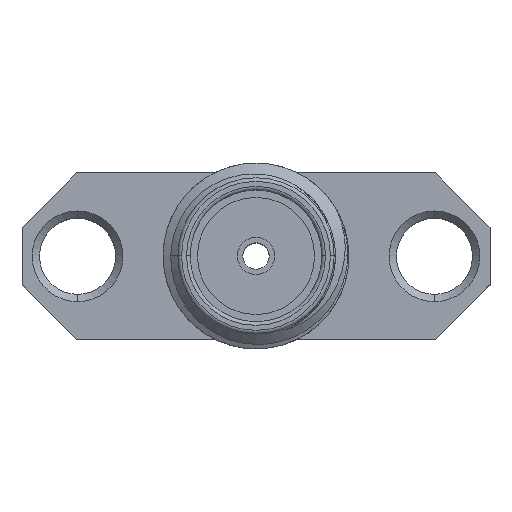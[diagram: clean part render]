
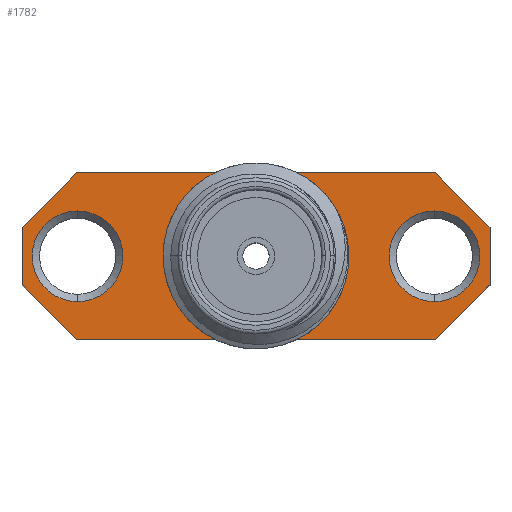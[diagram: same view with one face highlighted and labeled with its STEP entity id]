
A CAD part, top view. The second image highlights one B-rep face of the part: STEP entity #1782.
In plain terms, the highlighted planar face has unit normal (0, 0, 1).
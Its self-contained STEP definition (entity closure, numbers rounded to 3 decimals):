
#1 = AXIS2_PLACEMENT_3D ( 'NONE', #1176, #2931, #1950 ) ;
#75 = CIRCLE ( 'NONE', #2318, 1.55 ) ;
#104 = EDGE_CURVE ( 'NONE', #712, #1546, #3142, .T. ) ;
#146 = EDGE_CURVE ( 'NONE', #774, #2125, #713, .T. ) ;
#161 = ORIENTED_EDGE ( 'NONE', *, *, #2324, .F. ) ;
#220 = CARTESIAN_POINT ( 'NONE',  ( 8., -0.98, 1.6 ) ) ;
#248 = EDGE_CURVE ( 'NONE', #1450, #717, #594, .T. ) ;
#252 = EDGE_LOOP ( 'NONE', ( #345, #925 ) ) ;
#273 = DIRECTION ( 'NONE',  ( 0., -1., 0. ) ) ;
#279 = DIRECTION ( 'NONE',  ( 0., -1., 0. ) ) ;
#345 = ORIENTED_EDGE ( 'NONE', *, *, #2884, .T. ) ;
#373 = EDGE_CURVE ( 'NONE', #2831, #1814, #1052, .T. ) ;
#398 = EDGE_LOOP ( 'NONE', ( #1157, #1995 ) ) ;
#417 = CIRCLE ( 'NONE', #2987, 2. ) ;
#435 = EDGE_CURVE ( 'NONE', #3436, #712, #1697, .T. ) ;
#445 = VERTEX_POINT ( 'NONE', #1022 ) ;
#453 = CARTESIAN_POINT ( 'NONE',  ( -8., -0.98, 1.6 ) ) ;
#456 = CARTESIAN_POINT ( 'NONE',  ( -6.13, -2.85, 1.6 ) ) ;
#482 = CARTESIAN_POINT ( 'NONE',  ( -6.13, 2.85, 1.6 ) ) ;
#498 = VERTEX_POINT ( 'NONE', #3069 ) ;
#511 = CARTESIAN_POINT ( 'NONE',  ( -8., 0.98, 1.6 ) ) ;
#519 = EDGE_LOOP ( 'NONE', ( #3546, #161, #3503, #2447, #1398, #1220, #796, #2957 ) ) ;
#574 = CARTESIAN_POINT ( 'NONE',  ( 8., -0.98, 1.6 ) ) ;
#594 = LINE ( 'NONE', #220, #2192 ) ;
#658 = EDGE_CURVE ( 'NONE', #1546, #498, #3417, .T. ) ;
#689 = AXIS2_PLACEMENT_3D ( 'NONE', #2759, #3032, #1618 ) ;
#712 = VERTEX_POINT ( 'NONE', #2310 ) ;
#713 = CIRCLE ( 'NONE', #2161, 2. ) ;
#717 = VERTEX_POINT ( 'NONE', #914 ) ;
#720 = LINE ( 'NONE', #456, #3104 ) ;
#730 = CIRCLE ( 'NONE', #2296, 1.55 ) ;
#774 = VERTEX_POINT ( 'NONE', #2334 ) ;
#789 = CARTESIAN_POINT ( 'NONE',  ( 0., 0., 1.6 ) ) ;
#796 = ORIENTED_EDGE ( 'NONE', *, *, #2940, .F. ) ;
#813 = DIRECTION ( 'NONE',  ( 0., 0., -1. ) ) ;
#861 = FACE_BOUND ( 'NONE', #2305, .T. ) ;
#914 = CARTESIAN_POINT ( 'NONE',  ( 6.13, -2.85, 1.6 ) ) ;
#925 = ORIENTED_EDGE ( 'NONE', *, *, #1100, .T. ) ;
#972 = CARTESIAN_POINT ( 'NONE',  ( -6.1, 1.55, 1.6 ) ) ;
#1022 = CARTESIAN_POINT ( 'NONE',  ( -6.13, -2.85, 1.6 ) ) ;
#1052 = CIRCLE ( 'NONE', #3686, 1.55 ) ;
#1055 = FACE_BOUND ( 'NONE', #252, .T. ) ;
#1094 = DIRECTION ( 'NONE',  ( 0., 0., -1. ) ) ;
#1100 = EDGE_CURVE ( 'NONE', #2030, #1356, #3066, .T. ) ;
#1157 = ORIENTED_EDGE ( 'NONE', *, *, #373, .T. ) ;
#1169 = VECTOR ( 'NONE', #2946, 1000. ) ;
#1176 = CARTESIAN_POINT ( 'NONE',  ( -6.1, 0., 1.6 ) ) ;
#1220 = ORIENTED_EDGE ( 'NONE', *, *, #2812, .F. ) ;
#1322 = CARTESIAN_POINT ( 'NONE',  ( 6.13, 2.85, 1.6 ) ) ;
#1356 = VERTEX_POINT ( 'NONE', #2105 ) ;
#1398 = ORIENTED_EDGE ( 'NONE', *, *, #435, .F. ) ;
#1413 = DIRECTION ( 'NONE',  ( 0., 1., 0. ) ) ;
#1444 = ORIENTED_EDGE ( 'NONE', *, *, #3589, .T. ) ;
#1450 = VERTEX_POINT ( 'NONE', #2023 ) ;
#1516 = CARTESIAN_POINT ( 'NONE',  ( -8., 0.98, 1.6 ) ) ;
#1533 = CARTESIAN_POINT ( 'NONE',  ( -6.1, 0., 1.6 ) ) ;
#1546 = VERTEX_POINT ( 'NONE', #1322 ) ;
#1618 = DIRECTION ( 'NONE',  ( 0., -1., 0. ) ) ;
#1646 = CARTESIAN_POINT ( 'NONE',  ( 6.1, 0., 1.6 ) ) ;
#1684 = VECTOR ( 'NONE', #3683, 1000. ) ;
#1697 = LINE ( 'NONE', #1516, #1779 ) ;
#1779 = VECTOR ( 'NONE', #2354, 1000. ) ;
#1780 = DIRECTION ( 'NONE',  ( 0., 0., -1. ) ) ;
#1782 = ADVANCED_FACE ( 'NONE', ( #2541, #1055, #861, #3370 ), #3041, .T. ) ;
#1814 = VERTEX_POINT ( 'NONE', #3289 ) ;
#1861 = CARTESIAN_POINT ( 'NONE',  ( -8., -0.98, 1.6 ) ) ;
#1950 = DIRECTION ( 'NONE',  ( 0., -1., 0. ) ) ;
#1995 = ORIENTED_EDGE ( 'NONE', *, *, #3166, .T. ) ;
#2023 = CARTESIAN_POINT ( 'NONE',  ( 8., -0.98, 1.6 ) ) ;
#2030 = VERTEX_POINT ( 'NONE', #972 ) ;
#2105 = CARTESIAN_POINT ( 'NONE',  ( -6.1, -1.55, 1.6 ) ) ;
#2125 = VERTEX_POINT ( 'NONE', #2983 ) ;
#2132 = EDGE_CURVE ( 'NONE', #717, #445, #720, .T. ) ;
#2161 = AXIS2_PLACEMENT_3D ( 'NONE', #3578, #3645, #3199 ) ;
#2192 = VECTOR ( 'NONE', #3212, 1000. ) ;
#2196 = LINE ( 'NONE', #453, #1684 ) ;
#2242 = CARTESIAN_POINT ( 'NONE',  ( 6.1, -1.55, 1.6 ) ) ;
#2272 = VECTOR ( 'NONE', #279, 1000. ) ;
#2296 = AXIS2_PLACEMENT_3D ( 'NONE', #1533, #1780, #3491 ) ;
#2305 = EDGE_LOOP ( 'NONE', ( #1444, #3014 ) ) ;
#2310 = CARTESIAN_POINT ( 'NONE',  ( -6.13, 2.85, 1.6 ) ) ;
#2318 = AXIS2_PLACEMENT_3D ( 'NONE', #1646, #813, #273 ) ;
#2324 = EDGE_CURVE ( 'NONE', #498, #1450, #3494, .T. ) ;
#2330 = CARTESIAN_POINT ( 'NONE',  ( -8., -0.98, 1.6 ) ) ;
#2334 = CARTESIAN_POINT ( 'NONE',  ( 0., -2., 1.6 ) ) ;
#2354 = DIRECTION ( 'NONE',  ( 0.707, 0.707, 0. ) ) ;
#2407 = VECTOR ( 'NONE', #3412, 1000. ) ;
#2447 = ORIENTED_EDGE ( 'NONE', *, *, #104, .F. ) ;
#2541 = FACE_BOUND ( 'NONE', #398, .T. ) ;
#2649 = DIRECTION ( 'NONE',  ( 0., -1., 0. ) ) ;
#2679 = VERTEX_POINT ( 'NONE', #1861 ) ;
#2713 = CARTESIAN_POINT ( 'NONE',  ( 6.1, 0., 1.6 ) ) ;
#2759 = CARTESIAN_POINT ( 'NONE',  ( 0., 0., 1.6 ) ) ;
#2812 = EDGE_CURVE ( 'NONE', #2679, #3436, #3239, .T. ) ;
#2831 = VERTEX_POINT ( 'NONE', #2242 ) ;
#2884 = EDGE_CURVE ( 'NONE', #1356, #2030, #730, .T. ) ;
#2931 = DIRECTION ( 'NONE',  ( 0., 0., -1. ) ) ;
#2940 = EDGE_CURVE ( 'NONE', #445, #2679, #2196, .T. ) ;
#2946 = DIRECTION ( 'NONE',  ( 0., 1., 0. ) ) ;
#2957 = ORIENTED_EDGE ( 'NONE', *, *, #2132, .F. ) ;
#2983 = CARTESIAN_POINT ( 'NONE',  ( 0., 2., 1.6 ) ) ;
#2987 = AXIS2_PLACEMENT_3D ( 'NONE', #789, #1094, #1413 ) ;
#2997 = DIRECTION ( 'NONE',  ( 1., 0., 0. ) ) ;
#3014 = ORIENTED_EDGE ( 'NONE', *, *, #146, .T. ) ;
#3032 = DIRECTION ( 'NONE',  ( 0., 0., 1. ) ) ;
#3041 = PLANE ( 'NONE',  #689 ) ;
#3066 = CIRCLE ( 'NONE', #1, 1.55 ) ;
#3069 = CARTESIAN_POINT ( 'NONE',  ( 8., 0.98, 1.6 ) ) ;
#3104 = VECTOR ( 'NONE', #3281, 1000. ) ;
#3131 = CARTESIAN_POINT ( 'NONE',  ( 8., 0.98, 1.6 ) ) ;
#3142 = LINE ( 'NONE', #482, #3637 ) ;
#3166 = EDGE_CURVE ( 'NONE', #1814, #2831, #75, .T. ) ;
#3199 = DIRECTION ( 'NONE',  ( 0., 1., 0. ) ) ;
#3212 = DIRECTION ( 'NONE',  ( -0.707, -0.707, 0. ) ) ;
#3225 = DIRECTION ( 'NONE',  ( 0., 0., -1. ) ) ;
#3239 = LINE ( 'NONE', #2330, #1169 ) ;
#3281 = DIRECTION ( 'NONE',  ( -1., 0., 0. ) ) ;
#3289 = CARTESIAN_POINT ( 'NONE',  ( 6.1, 1.55, 1.6 ) ) ;
#3370 = FACE_OUTER_BOUND ( 'NONE', #519, .T. ) ;
#3412 = DIRECTION ( 'NONE',  ( 0.707, -0.707, 0. ) ) ;
#3417 = LINE ( 'NONE', #3131, #2407 ) ;
#3436 = VERTEX_POINT ( 'NONE', #511 ) ;
#3491 = DIRECTION ( 'NONE',  ( 0., -1., 0. ) ) ;
#3494 = LINE ( 'NONE', #574, #2272 ) ;
#3503 = ORIENTED_EDGE ( 'NONE', *, *, #658, .F. ) ;
#3546 = ORIENTED_EDGE ( 'NONE', *, *, #248, .F. ) ;
#3578 = CARTESIAN_POINT ( 'NONE',  ( 0., 0., 1.6 ) ) ;
#3589 = EDGE_CURVE ( 'NONE', #2125, #774, #417, .T. ) ;
#3637 = VECTOR ( 'NONE', #2997, 1000. ) ;
#3645 = DIRECTION ( 'NONE',  ( 0., 0., -1. ) ) ;
#3683 = DIRECTION ( 'NONE',  ( -0.707, 0.707, 0. ) ) ;
#3686 = AXIS2_PLACEMENT_3D ( 'NONE', #2713, #3225, #2649 ) ;
